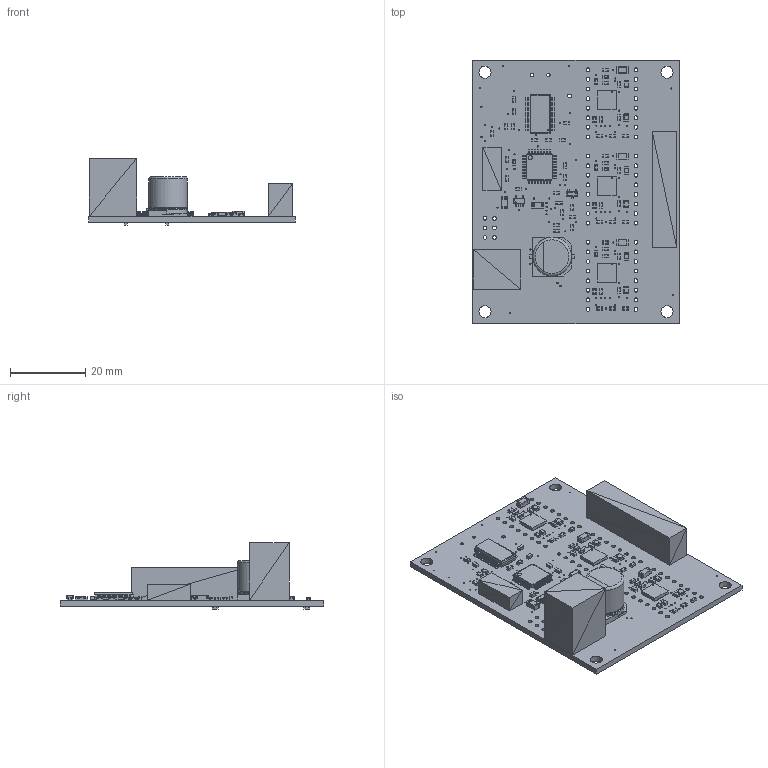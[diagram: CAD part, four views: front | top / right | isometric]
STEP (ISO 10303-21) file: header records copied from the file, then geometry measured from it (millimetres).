
FILE_DESCRIPTION(('for SolidWorks'),'2;1');
FILE_NAME('CNC_controller.step', '2025-03-15T08:35:07',('murat'),(''),'Open CASCADE STEP processor 6.6' ,'DipTrace','Unknown');
FILE_SCHEMA(('AUTOMOTIVE_DESIGN { 1 0 10303 214 1 1 1 1 }'));
Length unit declared in the file: millimetre
Products named in the file (16): PCB_CNC_controller; Board_CNC_controller; CAP_1608_N; AFC227M35G24B-F; CAPTE; CAP_3216_N; BAT54ALT1G; RES_1608_N; RES_2012_N; ATMEGA328P-AU; FT232RL-TUBE; TPS76350DBV; A4988; 1546074-2; OSTVN12A150; HC49/4HSMX
Assembly tree (81 placements, depth 2):
  PCB_CNC_controller
    Board_CNC_controller
    CAP_1608_N  x31
    AFC227M35G24B-F
    CAPTE  x2
    CAP_3216_N  x3
    BAT54ALT1G
    RES_1608_N  x27
    RES_2012_N  x6
    ATMEGA328P-AU
    FT232RL-TUBE
    TPS76350DBV
    A4988  x3
    1546074-2
    OSTVN12A150
    HC49/4HSMX
Bounding box: 54.61 x 69.85 x 17.75 mm (x, y, z)
Volume: 7111.2 mm3; surface area: 12968.8 mm2
Topology: 384 solids, 420 shells, 5240 faces, 12118 edges, 7117 vertices
Faces by surface type: plane 2588, cylinder 2056, sphere 568, bspline 16, torus 9, revolution 3
Full cylindrical faces by diameter (mm): 0.23 x6, 0.234 x2, 0.274 x2, 0.3 x137, 0.9 x2, 1 x57, 1.3 x12, 1.4 x2, 3.2 x4, 9.513 x1, 10.18 x2
Entity records: 59058 total; most frequent: CARTESIAN_POINT 10768, DIRECTION 9932, ORIENTED_EDGE 9208, EDGE_CURVE 4658, AXIS2_PLACEMENT_3D 3351, LINE 3227, VECTOR 3227, VERTEX_POINT 3035
